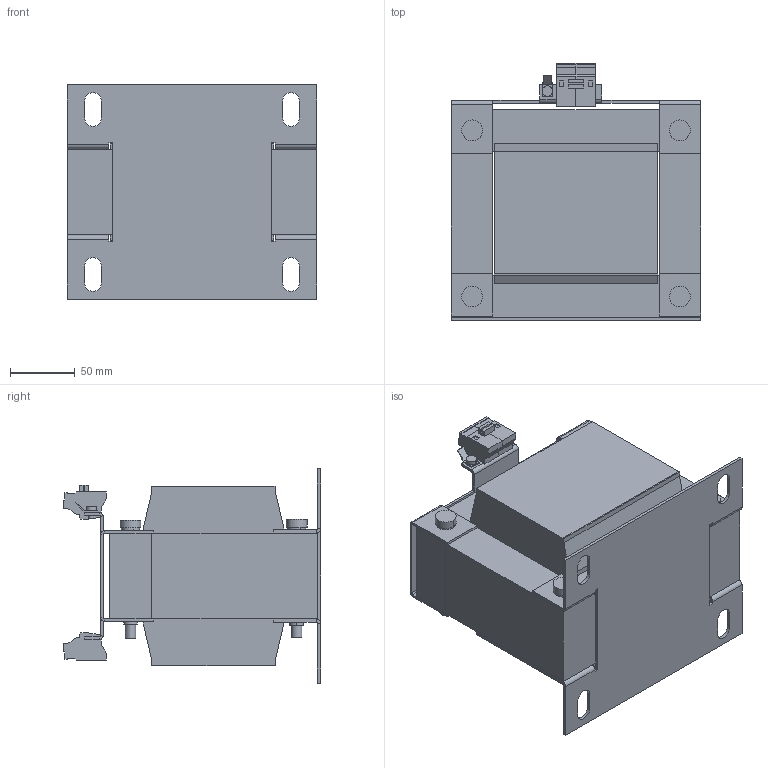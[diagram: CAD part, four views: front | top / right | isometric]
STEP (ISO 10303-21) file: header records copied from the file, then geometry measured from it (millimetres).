
FILE_DESCRIPTION (( 'STEP AP214' ), '1' );
FILE_NAME ('210794.STEP', '2020-07-21T07:19:24', ( '' ), ( '' ), 'SwSTEP 2.0', 'SolidWorks 2018', '' );
FILE_SCHEMA (( 'AUTOMOTIVE_DESIGN' ));
Length unit declared in the file: millimetre
Products named in the file (1): 210794
Bounding box: 192 x 198.2 x 165 mm (x, y, z)
Volume: 3078148.3 mm3; surface area: 288326.9 mm2
Topology: 1 solids, 1 shells, 401 faces, 1008 edges, 623 vertices
Faces by surface type: plane 309, cylinder 92
Entity records: 11830 total; most frequent: CARTESIAN_POINT 2033, ORIENTED_EDGE 2016, DIRECTION 2002, EDGE_CURVE 1008, VECTOR 818, LINE 818, VERTEX_POINT 623, AXIS2_PLACEMENT_3D 592
